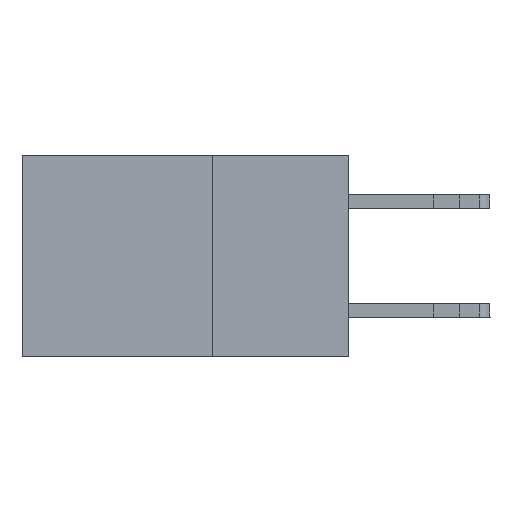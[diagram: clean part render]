
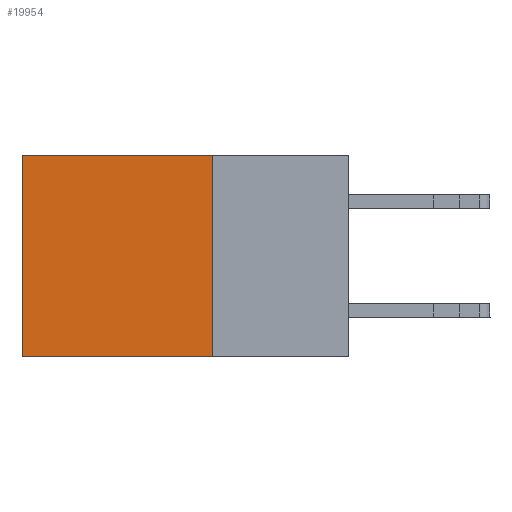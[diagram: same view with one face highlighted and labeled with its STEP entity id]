
A CAD part, left-side view. The second image highlights one B-rep face of the part: STEP entity #19954.
In plain terms, the highlighted planar face has unit normal (-1, 0, 0).
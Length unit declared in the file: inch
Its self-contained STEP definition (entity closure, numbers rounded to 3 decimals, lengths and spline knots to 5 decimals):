
#697 = CARTESIAN_POINT ( 'NONE',  ( 0.298, 0.25, -0.37 ) ) ;
#729 = LINE ( 'NONE', #10757, #18231 ) ;
#1033 = VECTOR ( 'NONE', #10836, 39.37008 ) ;
#1219 = CARTESIAN_POINT ( 'NONE',  ( 0.298, 0.25, 0. ) ) ;
#1227 = CARTESIAN_POINT ( 'NONE',  ( 0.298, 0.25, -0.37 ) ) ;
#1887 = FACE_OUTER_BOUND ( 'NONE', #9463, .T. ) ;
#2705 = PLANE ( 'NONE',  #20744 ) ;
#3402 = EDGE_CURVE ( 'NONE', #9039, #4251, #18719, .T. ) ;
#3996 = ORIENTED_EDGE ( 'NONE', *, *, #3402, .T. ) ;
#4251 = VERTEX_POINT ( 'NONE', #6543 ) ;
#5801 = CARTESIAN_POINT ( 'NONE',  ( 0.298, 0.25, 0. ) ) ;
#6543 = CARTESIAN_POINT ( 'NONE',  ( 0.298, 0.6, -0.37 ) ) ;
#6808 = EDGE_CURVE ( 'NONE', #8882, #4251, #14927, .T. ) ;
#7483 = DIRECTION ( 'NONE',  ( 0., 0., -1. ) ) ;
#7565 = CARTESIAN_POINT ( 'NONE',  ( 0.298, 0.6, 0. ) ) ;
#8530 = ORIENTED_EDGE ( 'NONE', *, *, #16440, .T. ) ;
#8882 = VERTEX_POINT ( 'NONE', #1227 ) ;
#9039 = VERTEX_POINT ( 'NONE', #20625 ) ;
#9463 = EDGE_LOOP ( 'NONE', ( #3996, #14270, #10084, #8530 ) ) ;
#10084 = ORIENTED_EDGE ( 'NONE', *, *, #10936, .F. ) ;
#10350 = LINE ( 'NONE', #1219, #21291 ) ;
#10757 = CARTESIAN_POINT ( 'NONE',  ( 0.298, 0.25, 0. ) ) ;
#10836 = DIRECTION ( 'NONE',  ( 0., 0., -1. ) ) ;
#10936 = EDGE_CURVE ( 'NONE', #11104, #8882, #729, .T. ) ;
#11104 = VERTEX_POINT ( 'NONE', #5801 ) ;
#11293 = DIRECTION ( 'NONE',  ( 1., 0., 0. ) ) ;
#12692 = DIRECTION ( 'NONE',  ( 0., 0., -1. ) ) ;
#14270 = ORIENTED_EDGE ( 'NONE', *, *, #6808, .F. ) ;
#14479 = CARTESIAN_POINT ( 'NONE',  ( 0.298, 0.25, 0. ) ) ;
#14642 = VECTOR ( 'NONE', #18775, 39.37008 ) ;
#14927 = LINE ( 'NONE', #697, #14642 ) ;
#16045 = DIRECTION ( 'NONE',  ( 0., 1., 0. ) ) ;
#16440 = EDGE_CURVE ( 'NONE', #11104, #9039, #10350, .T. ) ;
#18231 = VECTOR ( 'NONE', #7483, 39.37008 ) ;
#18719 = LINE ( 'NONE', #7565, #1033 ) ;
#18775 = DIRECTION ( 'NONE',  ( 0., 1., 0. ) ) ;
#19954 = ADVANCED_FACE ( 'NONE', ( #1887 ), #2705, .F. ) ;
#20625 = CARTESIAN_POINT ( 'NONE',  ( 0.298, 0.6, 0. ) ) ;
#20744 = AXIS2_PLACEMENT_3D ( 'NONE', #14479, #11293, #12692 ) ;
#21291 = VECTOR ( 'NONE', #16045, 39.37008 ) ;
